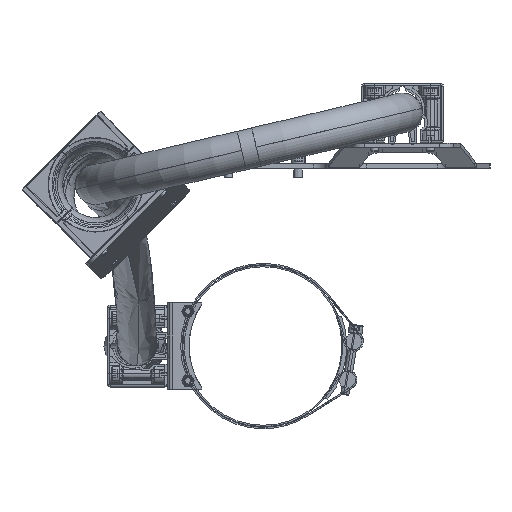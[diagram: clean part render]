
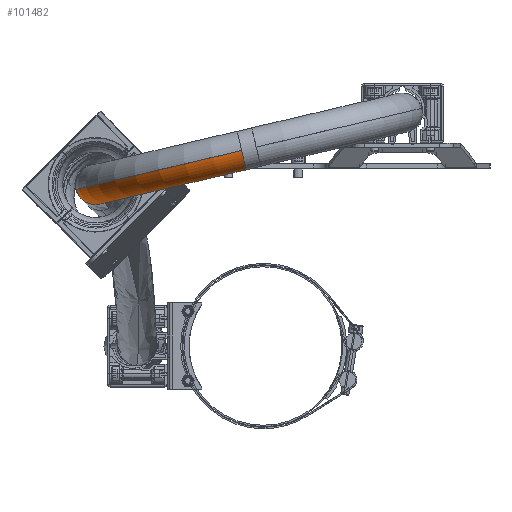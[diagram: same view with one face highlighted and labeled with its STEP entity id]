
A CAD part, left-side view. The second image highlights one B-rep face of the part: STEP entity #101482.
In plain terms, the highlighted toroidal (fillet/blend) face has major radius 108 mm and minor radius 14.25 mm.
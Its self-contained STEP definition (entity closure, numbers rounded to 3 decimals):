
#1860 = DIRECTION ( 'NONE',  ( 0., 0.228, 0.974 ) ) ;
#2440 = ORIENTED_EDGE ( 'NONE', *, *, #93334, .F. ) ;
#2479 = AXIS2_PLACEMENT_3D ( 'NONE', #49692, #88428, #59446 ) ;
#5660 = VERTEX_POINT ( 'NONE', #42628 ) ;
#10707 = EDGE_CURVE ( 'NONE', #5660, #46294, #93185, .T. ) ;
#13322 = VERTEX_POINT ( 'NONE', #86196 ) ;
#14207 = EDGE_CURVE ( 'NONE', #48611, #13322, #120054, .T. ) ;
#15237 = CARTESIAN_POINT ( 'NONE',  ( -110.844, 15.614, 2045.637 ) ) ;
#15627 = CARTESIAN_POINT ( 'NONE',  ( -2.844, 15.614, 2045.637 ) ) ;
#16410 = CARTESIAN_POINT ( 'NONE',  ( -111.535, 12.364, 2031.78 ) ) ;
#16500 = AXIS2_PLACEMENT_3D ( 'NONE', #98522, #40148, #108352 ) ;
#22903 = FACE_OUTER_BOUND ( 'NONE', #71431, .T. ) ;
#25086 = DIRECTION ( 'NONE',  ( 0.228, -0.222, -0.948 ) ) ;
#25472 = DIRECTION ( 'NONE',  ( 0., -0.974, 0.228 ) ) ;
#26711 = ORIENTED_EDGE ( 'NONE', *, *, #100939, .T. ) ;
#26991 = AXIS2_PLACEMENT_3D ( 'NONE', #60445, #1860, #70210 ) ;
#34487 = AXIS2_PLACEMENT_3D ( 'NONE', #109793, #51502, #119584 ) ;
#35352 = DIRECTION ( 'NONE',  ( -1., 0., 0. ) ) ;
#37900 = AXIS2_PLACEMENT_3D ( 'NONE', #15627, #83985, #25472 ) ;
#40148 = DIRECTION ( 'NONE',  ( -1., 0., 0. ) ) ;
#42628 = CARTESIAN_POINT ( 'NONE',  ( -2.844, 134.635, 2017.726 ) ) ;
#44948 = CIRCLE ( 'NONE', #37900, 122.25 ) ;
#46294 = VERTEX_POINT ( 'NONE', #50465 ) ;
#48611 = VERTEX_POINT ( 'NONE', #16410 ) ;
#49692 = CARTESIAN_POINT ( 'NONE',  ( -2.844, 15.614, 2045.637 ) ) ;
#50465 = CARTESIAN_POINT ( 'NONE',  ( -2.844, 106.511, 2020.979 ) ) ;
#51502 = DIRECTION ( 'NONE',  ( 0., -0.974, 0.228 ) ) ;
#59165 = ORIENTED_EDGE ( 'NONE', *, *, #99318, .F. ) ;
#59446 = DIRECTION ( 'NONE',  ( 0.203, 0.953, -0.224 ) ) ;
#60445 = CARTESIAN_POINT ( 'NONE',  ( -2.844, 15.614, 2045.637 ) ) ;
#60687 = VERTEX_POINT ( 'NONE', #99166 ) ;
#65377 = AXIS2_PLACEMENT_3D ( 'NONE', #15237, #83603, #25086 ) ;
#65518 = ORIENTED_EDGE ( 'NONE', *, *, #14207, .F. ) ;
#70210 = DIRECTION ( 'NONE',  ( 0., -0.974, 0.228 ) ) ;
#71431 = EDGE_LOOP ( 'NONE', ( #2440, #102774, #111702, #26711, #65518, #59165 ) ) ;
#76850 = DIRECTION ( 'NONE',  ( 0., -0.444, -0.896 ) ) ;
#83603 = DIRECTION ( 'NONE',  ( 0., -0.974, 0.228 ) ) ;
#83985 = DIRECTION ( 'NONE',  ( 0., 0.228, 0.974 ) ) ;
#85662 = CIRCLE ( 'NONE', #26991, 93.75 ) ;
#86196 = CARTESIAN_POINT ( 'NONE',  ( -96.594, 15.614, 2045.637 ) ) ;
#88428 = DIRECTION ( 'NONE',  ( 0., 0.228, 0.974 ) ) ;
#91814 = CARTESIAN_POINT ( 'NONE',  ( -2.844, 106.887, 2024.233 ) ) ;
#93185 = CIRCLE ( 'NONE', #102878, 14.25 ) ;
#93334 = EDGE_CURVE ( 'NONE', #5660, #60687, #44948, .T. ) ;
#94649 = TOROIDAL_SURFACE ( 'NONE', #2479, 108., 14.25 ) ;
#98522 = CARTESIAN_POINT ( 'NONE',  ( -2.844, 120.761, 2020.979 ) ) ;
#99166 = CARTESIAN_POINT ( 'NONE',  ( -125.094, 15.614, 2045.637 ) ) ;
#99318 = EDGE_CURVE ( 'NONE', #60687, #48611, #99402, .T. ) ;
#99402 = CIRCLE ( 'NONE', #65377, 14.25 ) ;
#100939 = EDGE_CURVE ( 'NONE', #110967, #13322, #85662, .T. ) ;
#101482 = ADVANCED_FACE ( 'NONE', ( #22903 ), #94649, .T. ) ;
#102774 = ORIENTED_EDGE ( 'NONE', *, *, #10707, .T. ) ;
#102878 = AXIS2_PLACEMENT_3D ( 'NONE', #103583, #35352, #76850 ) ;
#103583 = CARTESIAN_POINT ( 'NONE',  ( -2.844, 120.761, 2020.979 ) ) ;
#108352 = DIRECTION ( 'NONE',  ( 0., -0.444, -0.896 ) ) ;
#109793 = CARTESIAN_POINT ( 'NONE',  ( -110.844, 15.614, 2045.637 ) ) ;
#110967 = VERTEX_POINT ( 'NONE', #91814 ) ;
#111702 = ORIENTED_EDGE ( 'NONE', *, *, #113698, .T. ) ;
#113698 = EDGE_CURVE ( 'NONE', #46294, #110967, #113935, .T. ) ;
#113935 = CIRCLE ( 'NONE', #16500, 14.25 ) ;
#119584 = DIRECTION ( 'NONE',  ( 0.228, -0.222, -0.948 ) ) ;
#120054 = CIRCLE ( 'NONE', #34487, 14.25 ) ;
